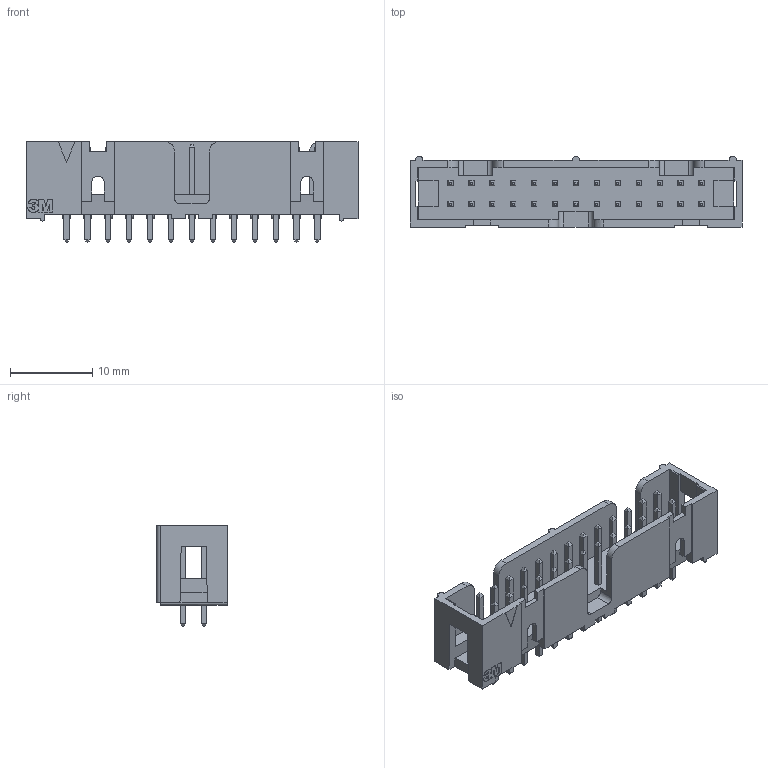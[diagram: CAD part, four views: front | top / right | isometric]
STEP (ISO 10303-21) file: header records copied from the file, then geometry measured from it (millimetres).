
FILE_DESCRIPTION((''),'2;1');
FILE_NAME('3M_2526-6002RB.stp','2008-05-14T18:53:05',(''),(''),'Mechanical Desktop 2008','Mechanical Desktop 2008',', , ');
FILE_SCHEMA(('AUTOMOTIVE_DESIGN { 1 2 10303 214 1 1 1 1 }'));
Length unit declared in the file: millimetre
Products named in the file (1): Product
Bounding box: 40.34 x 8.64 x 12.24 mm (x, y, z)
Volume: 1254.2 mm3; surface area: 2677.2 mm2
Topology: 53 solids, 53 shells, 743 faces, 1700 edges, 1072 vertices
Faces by surface type: plane 541, bspline 160, cylinder 42
Entity records: 21096 total; most frequent: CARTESIAN_POINT 6174, ORIENTED_EDGE 3400, DIRECTION 2208, EDGE_CURVE 1700, VERTEX_POINT 1072, VECTOR 1040, LINE 1040, EDGE_LOOP 760
